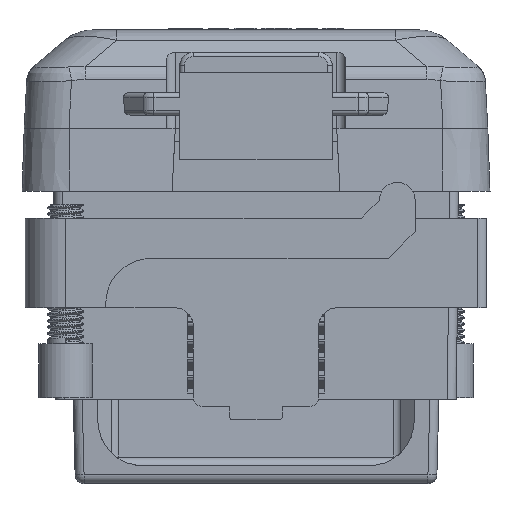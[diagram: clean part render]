
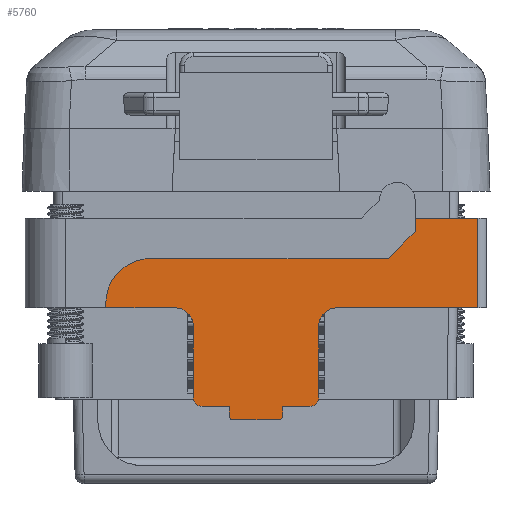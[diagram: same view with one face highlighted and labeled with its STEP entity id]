
A CAD part, front view. The second image highlights one B-rep face of the part: STEP entity #5760.
In plain terms, the highlighted planar face has unit normal (0, -1, 0).
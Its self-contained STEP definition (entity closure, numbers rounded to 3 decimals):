
#2446=LINE('',#39603,#4097);
#2450=LINE('',#39622,#4101);
#2468=LINE('',#39672,#4119);
#2476=LINE('',#39696,#4127);
#2477=LINE('',#39698,#4128);
#2478=LINE('',#39699,#4129);
#2479=LINE('',#39701,#4130);
#2480=LINE('',#39705,#4131);
#2481=LINE('',#39707,#4132);
#2482=LINE('',#39712,#4133);
#2483=LINE('',#39714,#4134);
#2484=LINE('',#39718,#4135);
#2485=LINE('',#39722,#4136);
#2486=LINE('',#39724,#4137);
#4097=VECTOR('',#20339,1.);
#4101=VECTOR('',#20359,1.);
#4119=VECTOR('',#20395,1.);
#4127=VECTOR('',#20417,1.);
#4128=VECTOR('',#20418,1.);
#4129=VECTOR('',#20419,1.);
#4130=VECTOR('',#20420,1.);
#4131=VECTOR('',#20423,1.);
#4132=VECTOR('',#20424,1.);
#4133=VECTOR('',#20429,1.);
#4134=VECTOR('',#20430,1.);
#4135=VECTOR('',#20433,1.);
#4136=VECTOR('',#20436,1.);
#4137=VECTOR('',#20437,1.);
#5760=ADVANCED_FACE('',(#7224),#6682,.T.);
#6682=PLANE('',#18894);
#7224=FACE_OUTER_BOUND('',#8133,.T.);
#8133=EDGE_LOOP('',(#9704,#9705,#9706,#9707,#9708,#9709,#9710,#9711,#9712,
#9713,#9714,#9715,#9716,#9717,#9718,#9719,#9720,#9721,#9722,#9723,#9724));
#9112=CIRCLE('',#18853,2.);
#9133=CIRCLE('',#18888,5.);
#9134=CIRCLE('',#18889,2.);
#9135=CIRCLE('',#18890,1.);
#9136=CIRCLE('',#18891,0.5);
#9137=CIRCLE('',#18892,0.5);
#9138=CIRCLE('',#18893,1.);
#9704=ORIENTED_EDGE('',*,*,#16175,.F.);
#9705=ORIENTED_EDGE('',*,*,#16096,.T.);
#9706=ORIENTED_EDGE('',*,*,#16162,.T.);
#9707=ORIENTED_EDGE('',*,*,#16176,.T.);
#9708=ORIENTED_EDGE('',*,*,#16137,.F.);
#9709=ORIENTED_EDGE('',*,*,#16177,.T.);
#9710=ORIENTED_EDGE('',*,*,#16178,.F.);
#9711=ORIENTED_EDGE('',*,*,#16179,.T.);
#9712=ORIENTED_EDGE('',*,*,#16180,.T.);
#9713=ORIENTED_EDGE('',*,*,#16181,.T.);
#9714=ORIENTED_EDGE('',*,*,#16182,.T.);
#9715=ORIENTED_EDGE('',*,*,#16129,.T.);
#9716=ORIENTED_EDGE('',*,*,#16183,.T.);
#9717=ORIENTED_EDGE('',*,*,#16184,.F.);
#9718=ORIENTED_EDGE('',*,*,#16185,.F.);
#9719=ORIENTED_EDGE('',*,*,#16186,.T.);
#9720=ORIENTED_EDGE('',*,*,#16187,.T.);
#9721=ORIENTED_EDGE('',*,*,#16188,.T.);
#9722=ORIENTED_EDGE('',*,*,#16189,.T.);
#9723=ORIENTED_EDGE('',*,*,#16190,.F.);
#9724=ORIENTED_EDGE('',*,*,#16191,.T.);
#14486=VERTEX_POINT('',#39535);
#14487=VERTEX_POINT('',#39537);
#14502=VERTEX_POINT('',#39577);
#14515=VERTEX_POINT('',#39602);
#14523=VERTEX_POINT('',#39623);
#14524=VERTEX_POINT('',#39624);
#14546=VERTEX_POINT('',#39673);
#14555=VERTEX_POINT('',#39697);
#14556=VERTEX_POINT('',#39700);
#14557=VERTEX_POINT('',#39702);
#14558=VERTEX_POINT('',#39704);
#14559=VERTEX_POINT('',#39706);
#14560=VERTEX_POINT('',#39708);
#14561=VERTEX_POINT('',#39711);
#14562=VERTEX_POINT('',#39713);
#14563=VERTEX_POINT('',#39715);
#14564=VERTEX_POINT('',#39717);
#14565=VERTEX_POINT('',#39719);
#14566=VERTEX_POINT('',#39721);
#14567=VERTEX_POINT('',#39723);
#14568=VERTEX_POINT('',#39725);
#16096=EDGE_CURVE('',#14487,#14486,#9112,.T.);
#16129=EDGE_CURVE('',#14502,#14515,#2446,.T.);
#16137=EDGE_CURVE('',#14523,#14524,#2450,.T.);
#16162=EDGE_CURVE('',#14486,#14546,#2468,.T.);
#16175=EDGE_CURVE('',#14487,#14555,#2476,.T.);
#16176=EDGE_CURVE('',#14546,#14524,#2477,.T.);
#16177=EDGE_CURVE('',#14523,#14556,#2478,.T.);
#16178=EDGE_CURVE('',#14557,#14556,#2479,.T.);
#16179=EDGE_CURVE('',#14557,#14558,#9133,.T.);
#16180=EDGE_CURVE('',#14558,#14559,#2480,.T.);
#16181=EDGE_CURVE('',#14559,#14560,#2481,.T.);
#16182=EDGE_CURVE('',#14560,#14502,#9134,.T.);
#16183=EDGE_CURVE('',#14515,#14561,#9135,.T.);
#16184=EDGE_CURVE('',#14562,#14561,#2482,.T.);
#16185=EDGE_CURVE('',#14563,#14562,#2483,.T.);
#16186=EDGE_CURVE('',#14563,#14564,#9136,.T.);
#16187=EDGE_CURVE('',#14564,#14565,#2484,.T.);
#16188=EDGE_CURVE('',#14565,#14566,#9137,.T.);
#16189=EDGE_CURVE('',#14566,#14567,#2485,.T.);
#16190=EDGE_CURVE('',#14568,#14567,#2486,.T.);
#16191=EDGE_CURVE('',#14568,#14555,#9138,.T.);
#18853=AXIS2_PLACEMENT_3D('',#39536,#20290,#20291);
#18888=AXIS2_PLACEMENT_3D('',#39703,#20421,#20422);
#18889=AXIS2_PLACEMENT_3D('',#39709,#20425,#20426);
#18890=AXIS2_PLACEMENT_3D('',#39710,#20427,#20428);
#18891=AXIS2_PLACEMENT_3D('',#39716,#20431,#20432);
#18892=AXIS2_PLACEMENT_3D('',#39720,#20434,#20435);
#18893=AXIS2_PLACEMENT_3D('',#39726,#20438,#20439);
#18894=AXIS2_PLACEMENT_3D('',#39727,#20440,#20441);
#20290=DIRECTION('',(0.,1.,0.));
#20291=DIRECTION('',(0.,0.,1.));
#20339=DIRECTION('',(0.,0.,-1.));
#20359=DIRECTION('',(1.,0.,0.));
#20395=DIRECTION('',(1.,0.,0.));
#20417=DIRECTION('',(0.,0.,-1.));
#20418=DIRECTION('',(0.,0.,1.));
#20419=DIRECTION('',(-0.5,0.,-0.866));
#20420=DIRECTION('',(1.,0.,0.));
#20421=DIRECTION('',(0.,-1.,0.));
#20422=DIRECTION('',(0.,0.,-1.));
#20423=DIRECTION('',(0.,0.,-1.));
#20424=DIRECTION('',(1.,0.,0.));
#20425=DIRECTION('',(0.,1.,0.));
#20426=DIRECTION('',(0.,0.,1.));
#20427=DIRECTION('',(0.,-1.,0.));
#20428=DIRECTION('',(0.,0.,-1.));
#20429=DIRECTION('',(-1.,0.,0.));
#20430=DIRECTION('',(0.,0.,1.));
#20431=DIRECTION('',(0.,-1.,0.));
#20432=DIRECTION('',(0.,0.,1.));
#20433=DIRECTION('',(1.,0.,0.));
#20434=DIRECTION('',(0.,-1.,0.));
#20435=DIRECTION('',(0.,0.,1.));
#20436=DIRECTION('',(0.,0.,1.));
#20437=DIRECTION('',(-1.,0.,0.));
#20438=DIRECTION('',(0.,-1.,0.));
#20439=DIRECTION('',(0.,0.,-1.));
#20440=DIRECTION('',(0.,-1.,0.));
#20441=DIRECTION('',(0.,0.,-1.));
#39535=CARTESIAN_POINT('',(-316.04,-265.07,0.));
#39536=CARTESIAN_POINT('',(-316.04,-265.07,-2.));
#39537=CARTESIAN_POINT('',(-318.04,-265.07,-2.));
#39577=CARTESIAN_POINT('',(-332.04,-265.07,-2.));
#39602=CARTESIAN_POINT('',(-332.04,-265.07,-10.));
#39603=CARTESIAN_POINT('',(-332.04,-265.07,6.5));
#39622=CARTESIAN_POINT('',(-325.04,-265.07,10.));
#39623=CARTESIAN_POINT('',(-308.444,-265.07,10.));
#39624=CARTESIAN_POINT('',(-300.29,-265.07,10.));
#39672=CARTESIAN_POINT('',(-325.04,-265.07,0.));
#39673=CARTESIAN_POINT('',(-300.29,-265.07,0.));
#39696=CARTESIAN_POINT('',(-318.04,-265.07,6.5));
#39697=CARTESIAN_POINT('',(-318.04,-265.07,-10.));
#39698=CARTESIAN_POINT('',(-300.29,-265.07,10.));
#39699=CARTESIAN_POINT('',(-314.109,-265.07,0.189));
#39700=CARTESIAN_POINT('',(-311.042,-265.07,5.5));
#39701=CARTESIAN_POINT('',(-325.04,-265.07,5.5));
#39702=CARTESIAN_POINT('',(-336.79,-265.07,5.5));
#39703=CARTESIAN_POINT('',(-336.79,-265.07,0.5));
#39704=CARTESIAN_POINT('',(-341.79,-265.07,0.5));
#39705=CARTESIAN_POINT('',(-341.79,-265.07,6.5));
#39706=CARTESIAN_POINT('',(-341.79,-265.07,0.));
#39707=CARTESIAN_POINT('',(-325.04,-265.07,0.));
#39708=CARTESIAN_POINT('',(-334.04,-265.07,0.));
#39709=CARTESIAN_POINT('',(-334.04,-265.07,-2.));
#39710=CARTESIAN_POINT('',(-331.04,-265.07,-10.));
#39711=CARTESIAN_POINT('',(-331.04,-265.07,-11.));
#39712=CARTESIAN_POINT('',(-300.,-265.07,-11.));
#39713=CARTESIAN_POINT('',(-328.04,-265.07,-11.));
#39714=CARTESIAN_POINT('',(-328.04,-265.07,-12.));
#39715=CARTESIAN_POINT('',(-328.04,-265.07,-12.));
#39716=CARTESIAN_POINT('',(-327.54,-265.07,-12.));
#39717=CARTESIAN_POINT('',(-327.54,-265.07,-12.5));
#39718=CARTESIAN_POINT('',(-325.04,-265.07,-12.5));
#39719=CARTESIAN_POINT('',(-322.54,-265.07,-12.5));
#39720=CARTESIAN_POINT('',(-322.54,-265.07,-12.));
#39721=CARTESIAN_POINT('',(-322.04,-265.07,-12.));
#39722=CARTESIAN_POINT('',(-322.04,-265.07,6.5));
#39723=CARTESIAN_POINT('',(-322.04,-265.07,-11.));
#39724=CARTESIAN_POINT('',(-300.,-265.07,-11.));
#39725=CARTESIAN_POINT('',(-319.04,-265.07,-11.));
#39726=CARTESIAN_POINT('',(-319.04,-265.07,-10.));
#39727=CARTESIAN_POINT('',(-325.04,-265.07,6.5));
